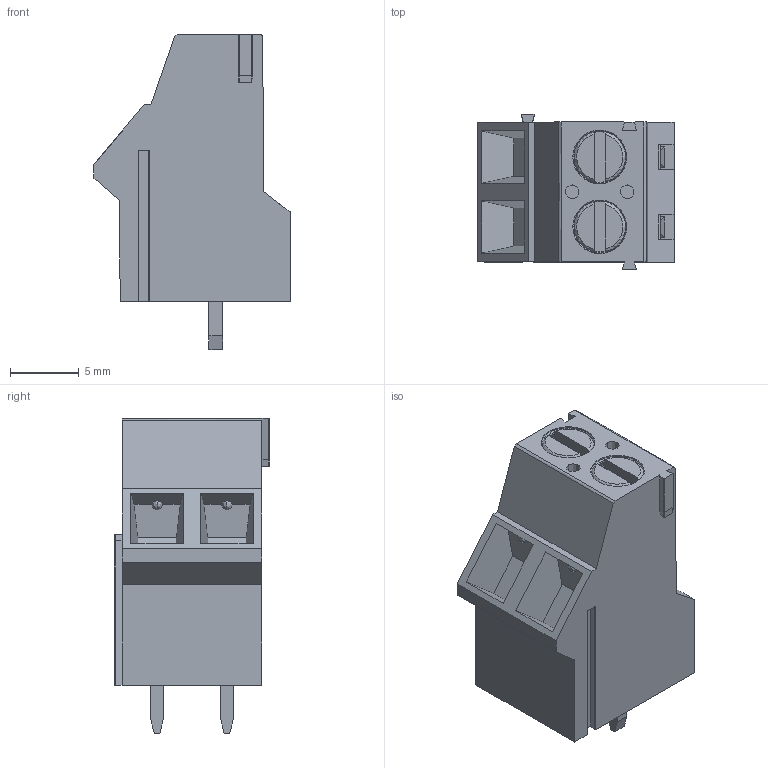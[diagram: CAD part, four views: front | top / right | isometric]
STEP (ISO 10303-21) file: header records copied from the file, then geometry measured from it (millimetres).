
FILE_DESCRIPTION( ('This file contains a STEP AP42 implementation' ,'as created by ZW3D STEP Interface translator.') ,'2;1' );
FILE_NAME( 'WJ131-5.08-02P.stp' ,'22 524.114635', (''), ('ZWCAD Software Co.'), 'Version 1.0', 'ZW3D to STEP translator', '' );
FILE_SCHEMA(('AUTOMOTIVE_DESIGN'));
Length unit declared in the file: millimetre
Products named in the file (1): 0
Bounding box: 14.25 x 11.3 x 22.9 mm (x, y, z)
Volume: 1938.5 mm3; surface area: 1665 mm2
Topology: 1 solids, 1 shells, 346 faces, 1009 edges, 651 vertices
Faces by surface type: bspline 346
Entity records: 13000 total; most frequent: CARTESIAN_POINT 6885, ORIENTED_EDGE 1982, EDGE_CURVE 991, B_SPLINE_CURVE_WITH_KNOTS 790, VERTEX_POINT 651, EDGE_LOOP 368, FACE_OUTER_BOUND 346, ADVANCED_FACE 346
